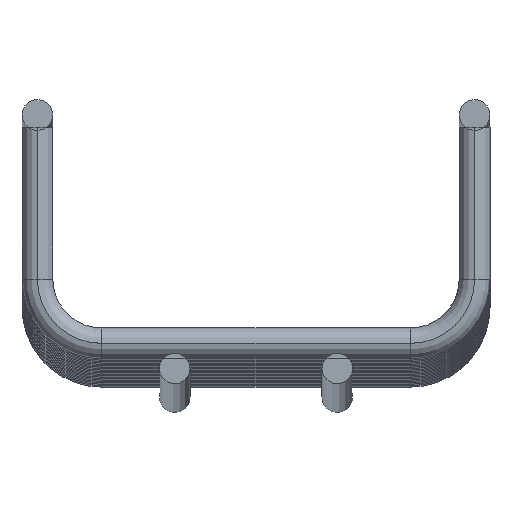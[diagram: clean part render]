
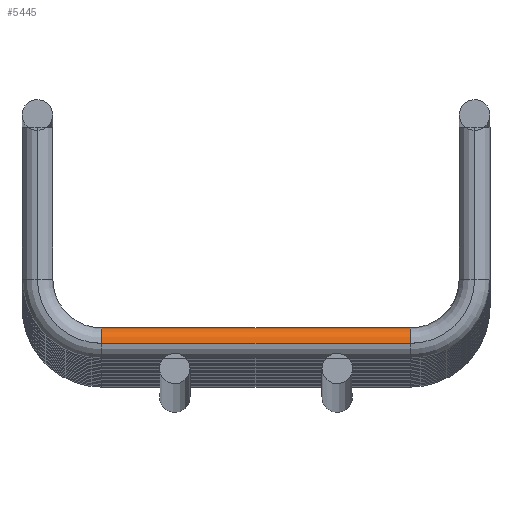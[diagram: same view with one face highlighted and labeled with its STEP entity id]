
A CAD part, top view. The second image highlights one B-rep face of the part: STEP entity #5445.
In plain terms, the highlighted cylindrical face has radius 1.9 mm (diameter 3.8 mm), a partial arc.
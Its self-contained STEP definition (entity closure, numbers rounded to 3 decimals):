
#415 = VECTOR ( 'NONE', #9703, 1000. ) ;
#1038 = AXIS2_PLACEMENT_3D ( 'NONE', #11363, #2948, #2015 ) ;
#1164 = DIRECTION ( 'NONE',  ( 1., 0., 0. ) ) ;
#1715 = DIRECTION ( 'NONE',  ( 1., 0., 0. ) ) ;
#1769 = DIRECTION ( 'NONE',  ( -1., 0., 0. ) ) ;
#2015 = DIRECTION ( 'NONE',  ( 0., -1., 0. ) ) ;
#2653 = CARTESIAN_POINT ( 'NONE',  ( 19., 1.9, -1.9 ) ) ;
#2664 = ORIENTED_EDGE ( 'NONE', *, *, #8758, .T. ) ;
#2948 = DIRECTION ( 'NONE',  ( -1., 0., 0. ) ) ;
#3181 = VERTEX_POINT ( 'NONE', #8560 ) ;
#3189 = CARTESIAN_POINT ( 'NONE',  ( -19., 1.9, 0. ) ) ;
#3563 = ORIENTED_EDGE ( 'NONE', *, *, #4746, .F. ) ;
#4377 = CIRCLE ( 'NONE', #4940, 1.9 ) ;
#4603 = CIRCLE ( 'NONE', #7723, 1.9 ) ;
#4703 = VECTOR ( 'NONE', #1769, 1000. ) ;
#4746 = EDGE_CURVE ( 'NONE', #11120, #4879, #7609, .T. ) ;
#4879 = VERTEX_POINT ( 'NONE', #3189 ) ;
#4940 = AXIS2_PLACEMENT_3D ( 'NONE', #10577, #1164, #7013 ) ;
#5335 = EDGE_CURVE ( 'NONE', #3181, #11120, #4603, .T. ) ;
#5445 = ADVANCED_FACE ( 'NONE', ( #11548 ), #9457, .T. ) ;
#5457 = DIRECTION ( 'NONE',  ( 0., 0., -1. ) ) ;
#5810 = CARTESIAN_POINT ( 'NONE',  ( 19., 1.9, 0. ) ) ;
#6330 = CARTESIAN_POINT ( 'NONE',  ( -19., 3.8, -1.9 ) ) ;
#6760 = LINE ( 'NONE', #7801, #415 ) ;
#7013 = DIRECTION ( 'NONE',  ( 0., 0., -1. ) ) ;
#7215 = ORIENTED_EDGE ( 'NONE', *, *, #8470, .T. ) ;
#7609 = LINE ( 'NONE', #10309, #4703 ) ;
#7720 = ORIENTED_EDGE ( 'NONE', *, *, #5335, .F. ) ;
#7723 = AXIS2_PLACEMENT_3D ( 'NONE', #2653, #1715, #5457 ) ;
#7801 = CARTESIAN_POINT ( 'NONE',  ( -19., 3.8, -1.9 ) ) ;
#8470 = EDGE_CURVE ( 'NONE', #11018, #4879, #4377, .T. ) ;
#8560 = CARTESIAN_POINT ( 'NONE',  ( 19., 3.8, -1.9 ) ) ;
#8758 = EDGE_CURVE ( 'NONE', #3181, #11018, #6760, .T. ) ;
#9457 = CYLINDRICAL_SURFACE ( 'NONE', #1038, 1.9 ) ;
#9703 = DIRECTION ( 'NONE',  ( -1., 0., 0. ) ) ;
#10309 = CARTESIAN_POINT ( 'NONE',  ( -19., 1.9, 0. ) ) ;
#10577 = CARTESIAN_POINT ( 'NONE',  ( -19., 1.9, -1.9 ) ) ;
#11018 = VERTEX_POINT ( 'NONE', #6330 ) ;
#11120 = VERTEX_POINT ( 'NONE', #5810 ) ;
#11363 = CARTESIAN_POINT ( 'NONE',  ( -28.8, 1.9, -1.9 ) ) ;
#11548 = FACE_OUTER_BOUND ( 'NONE', #12158, .T. ) ;
#12158 = EDGE_LOOP ( 'NONE', ( #2664, #7215, #3563, #7720 ) ) ;
